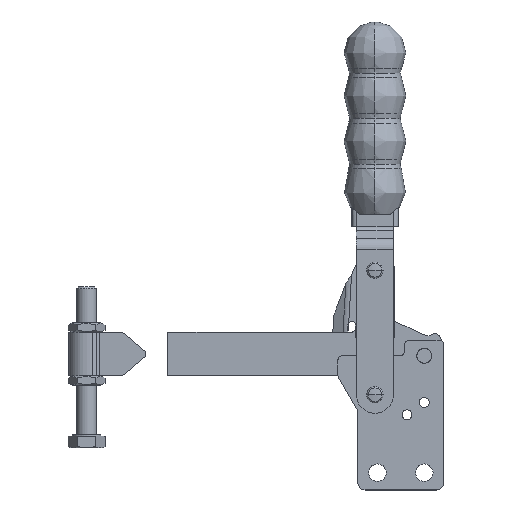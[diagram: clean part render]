
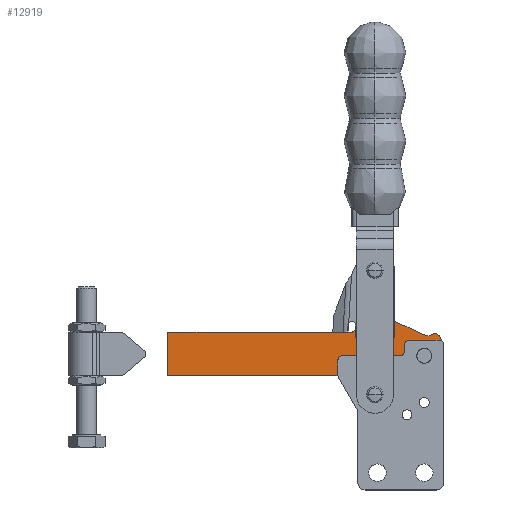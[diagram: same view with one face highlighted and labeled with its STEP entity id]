
A CAD part, top view. The second image highlights one B-rep face of the part: STEP entity #12919.
In plain terms, the highlighted planar face has unit normal (0, 0, 1).
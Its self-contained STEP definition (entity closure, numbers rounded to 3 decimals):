
#12693=CARTESIAN_POINT('',(3.936,44.741,9.));
#12694=VERTEX_POINT('',#12693);
#12710=CARTESIAN_POINT('',(9.935,44.786,9.));
#12711=VERTEX_POINT('',#12710);
#12718=CARTESIAN_POINT('',(6.935,44.763,9.));
#12719=DIRECTION('',(0.0,0.0,1.));
#12720=DIRECTION('',(-1.,-0.007,0.0));
#12721=AXIS2_PLACEMENT_3D('',#12718,#12719,#12720);
#12722=CIRCLE('',#12721,3.);
#12723=EDGE_CURVE('',#12711,#12694,#12722,.T.);
#12735=CARTESIAN_POINT('',(24.,36.191,9.));
#12736=VERTEX_POINT('',#12735);
#12752=CARTESIAN_POINT('',(30.,36.236,9.));
#12753=VERTEX_POINT('',#12752);
#12760=CARTESIAN_POINT('',(27.0,36.213,9.));
#12761=DIRECTION('',(0.0,0.0,1.));
#12762=DIRECTION('',(-1.,-0.007,0.0));
#12763=AXIS2_PLACEMENT_3D('',#12760,#12761,#12762);
#12764=CIRCLE('',#12763,3.);
#12765=EDGE_CURVE('',#12753,#12736,#12764,.T.);
#12776=CARTESIAN_POINT('',(27.0,36.213,9.));
#12777=DIRECTION('',(0.0,0.0,1.));
#12778=DIRECTION('',(-1.,-0.007,0.0));
#12779=AXIS2_PLACEMENT_3D('',#12776,#12777,#12778);
#12780=CIRCLE('',#12779,3.);
#12781=EDGE_CURVE('',#12736,#12753,#12780,.T.);
#12800=CARTESIAN_POINT('',(6.935,44.763,9.));
#12801=DIRECTION('',(0.0,0.0,1.));
#12802=DIRECTION('',(-1.,-0.007,0.0));
#12803=AXIS2_PLACEMENT_3D('',#12800,#12801,#12802);
#12804=CIRCLE('',#12803,3.);
#12805=EDGE_CURVE('',#12694,#12711,#12804,.T.);
#12818=CARTESIAN_POINT('',(-21.537,37.274,9.));
#12819=DIRECTION('',(0.0,0.0,1.0));
#12820=DIRECTION('',(1.,0.007,0.0));
#12821=AXIS2_PLACEMENT_3D('',#12818,#12819,#12820);
#12822=PLANE('',#12821);
#12823=CARTESIAN_POINT('',(-76.937,27.435,9.));
#12824=VERTEX_POINT('',#12823);
#12825=CARTESIAN_POINT('',(-77.068,44.935,9.));
#12826=VERTEX_POINT('',#12825);
#12827=CARTESIAN_POINT('',(-76.937,27.435,9.));
#12828=DIRECTION('',(-0.007,1.,0.0));
#12829=VECTOR('',#12828,17.5);
#12830=LINE('',#12827,#12829);
#12831=EDGE_CURVE('',#12824,#12826,#12830,.T.);
#12832=ORIENTED_EDGE('',*,*,#12831,.F.);
#12833=CARTESIAN_POINT('',(29.757,28.234,9.));
#12834=VERTEX_POINT('',#12833);
#12835=CARTESIAN_POINT('',(29.757,28.234,9.));
#12836=DIRECTION('',(-1.,-0.007,0.));
#12837=VECTOR('',#12836,106.697);
#12838=LINE('',#12835,#12837);
#12839=EDGE_CURVE('',#12834,#12824,#12838,.T.);
#12840=ORIENTED_EDGE('',*,*,#12839,.F.);
#12841=CARTESIAN_POINT('',(34.626,32.27,9.));
#12842=VERTEX_POINT('',#12841);
#12843=CARTESIAN_POINT('',(29.719,33.234,9.));
#12844=DIRECTION('',(0.,0.,-1.0));
#12845=DIRECTION('',(0.007,-1.,0.));
#12846=AXIS2_PLACEMENT_3D('',#12843,#12844,#12845);
#12847=CIRCLE('',#12846,5.0);
#12848=EDGE_CURVE('',#12842,#12834,#12847,.T.);
#12849=ORIENTED_EDGE('',*,*,#12848,.F.);
#12850=CARTESIAN_POINT('',(33.495,43.737,9.));
#12851=VERTEX_POINT('',#12850);
#12852=CARTESIAN_POINT('',(15.,36.124,9.));
#12853=DIRECTION('',(0.,0.,-1.0));
#12854=DIRECTION('',(0.981,-0.193,0.));
#12855=AXIS2_PLACEMENT_3D('',#12852,#12853,#12854);
#12856=CIRCLE('',#12855,20.0);
#12857=EDGE_CURVE('',#12851,#12842,#12856,.T.);
#12858=ORIENTED_EDGE('',*,*,#12857,.F.);
#12859=CARTESIAN_POINT('',(29.829,44.887,9.));
#12860=VERTEX_POINT('',#12859);
#12861=CARTESIAN_POINT('',(31.183,42.785,9.));
#12862=DIRECTION('',(0.,0.,-1.));
#12863=DIRECTION('',(0.925,0.381,0.));
#12864=AXIS2_PLACEMENT_3D('',#12861,#12862,#12863);
#12865=CIRCLE('',#12864,2.5);
#12866=EDGE_CURVE('',#12860,#12851,#12865,.T.);
#12867=ORIENTED_EDGE('',*,*,#12866,.F.);
#12868=CARTESIAN_POINT('',(26.957,44.68,9.));
#12869=VERTEX_POINT('',#12868);
#12870=CARTESIAN_POINT('',(28.205,47.409,9.));
#12871=DIRECTION('',(0.,0.,1.));
#12872=DIRECTION('',(0.416,0.909,0.));
#12873=AXIS2_PLACEMENT_3D('',#12870,#12871,#12872);
#12874=CIRCLE('',#12873,3.0);
#12875=EDGE_CURVE('',#12869,#12860,#12874,.T.);
#12876=ORIENTED_EDGE('',*,*,#12875,.F.);
#12877=CARTESIAN_POINT('',(10.366,52.266,9.));
#12878=VERTEX_POINT('',#12877);
#12879=CARTESIAN_POINT('',(10.366,52.266,9.));
#12880=DIRECTION('',(0.909,-0.416,0.));
#12881=VECTOR('',#12880,18.243);
#12882=LINE('',#12879,#12881);
#12883=EDGE_CURVE('',#12878,#12869,#12882,.T.);
#12884=ORIENTED_EDGE('',*,*,#12883,.F.);
#12885=CARTESIAN_POINT('',(-1.017,46.958,9.0));
#12886=VERTEX_POINT('',#12885);
#12887=CARTESIAN_POINT('',(6.935,44.763,9.));
#12888=DIRECTION('',(0.,0.,-1.));
#12889=DIRECTION('',(0.416,0.909,0.));
#12890=AXIS2_PLACEMENT_3D('',#12887,#12888,#12889);
#12891=CIRCLE('',#12890,8.25);
#12892=EDGE_CURVE('',#12886,#12878,#12891,.T.);
#12893=ORIENTED_EDGE('',*,*,#12892,.F.);
#12894=CARTESIAN_POINT('',(-2.93,45.49,9.0));
#12895=VERTEX_POINT('',#12894);
#12896=CARTESIAN_POINT('',(-2.945,47.49,9.0));
#12897=DIRECTION('',(0.,0.,1.0));
#12898=DIRECTION('',(-0.007,1.,0.));
#12899=AXIS2_PLACEMENT_3D('',#12896,#12897,#12898);
#12900=CIRCLE('',#12899,2.0);
#12901=EDGE_CURVE('',#12895,#12886,#12900,.T.);
#12902=ORIENTED_EDGE('',*,*,#12901,.F.);
#12903=CARTESIAN_POINT('',(-77.068,44.935,9.));
#12904=DIRECTION('',(1.,0.007,0.));
#12905=VECTOR('',#12904,74.14);
#12906=LINE('',#12903,#12905);
#12907=EDGE_CURVE('',#12826,#12895,#12906,.T.);
#12908=ORIENTED_EDGE('',*,*,#12907,.F.);
#12909=EDGE_LOOP('',(#12832,#12840,#12849,#12858,#12867,#12876,#12884,#12893,#12902,#12908));
#12910=FACE_OUTER_BOUND('',#12909,.T.);
#12911=ORIENTED_EDGE('',*,*,#12765,.F.);
#12912=ORIENTED_EDGE('',*,*,#12781,.F.);
#12913=EDGE_LOOP('',(#12911,#12912));
#12914=FACE_BOUND('',#12913,.T.);
#12915=ORIENTED_EDGE('',*,*,#12723,.F.);
#12916=ORIENTED_EDGE('',*,*,#12805,.F.);
#12917=EDGE_LOOP('',(#12915,#12916));
#12918=FACE_BOUND('',#12917,.T.);
#12919=ADVANCED_FACE('',(#12910,#12914,#12918),#12822,.T.);
